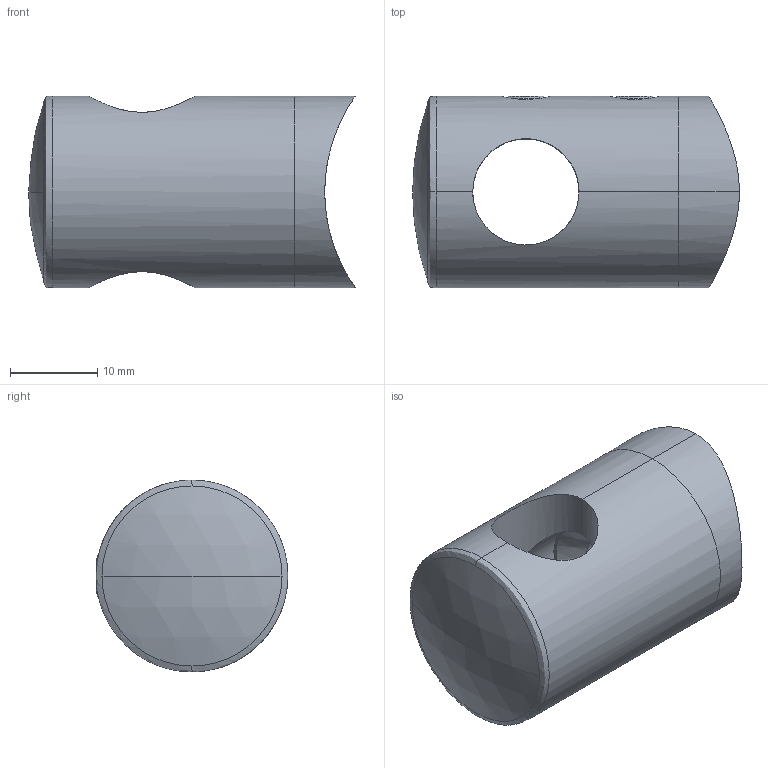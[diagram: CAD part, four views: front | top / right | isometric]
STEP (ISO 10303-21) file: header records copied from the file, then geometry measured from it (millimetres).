
FILE_DESCRIPTION (( 'STEP AP214' ), '1' );
FILE_NAME ('àðò. KRT320.STEP', '2014-07-02T11:26:00', ( '' ), ( '' ), 'SwSTEP 2.0', 'SolidWorks 2014', '' );
FILE_SCHEMA (( 'AUTOMOTIVE_DESIGN' ));
Length unit declared in the file: millimetre
Products named in the file (4): socket set screw cone point_am_B18.3.6M - M5 x 0.8 x 5 Hex Socket Cone Pt. SS --N; àðò. KRT320.001; àðò. KRT320.002; àðò. KRT320
Assembly tree (4 placements, depth 2):
  àðò. KRT320
    àðò. KRT320.001
    àðò. KRT320.002
    socket set screw cone point_am_B18.3.6M - M5 x 0.8 x 5 Hex Socket Cone Pt. SS --N  x2
Bounding box: 37.5 x 22 x 22 mm (x, y, z)
Volume: 9267.2 mm3; surface area: 5578.1 mm2
Topology: 4 solids, 4 shells, 79 faces, 178 edges, 107 vertices
Faces by surface type: cylinder 27, plane 22, cone 18, bspline 6, torus 4, sphere 2
Entity records: 5477 total; most frequent: CARTESIAN_POINT 3929, ORIENTED_EDGE 292, DIRECTION 285, EDGE_CURVE 146, AXIS2_PLACEMENT_3D 113, VERTEX_POINT 87, EDGE_LOOP 73, ADVANCED_FACE 64
